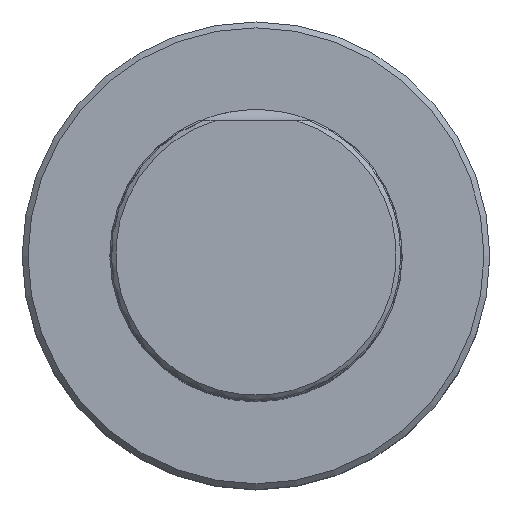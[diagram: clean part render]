
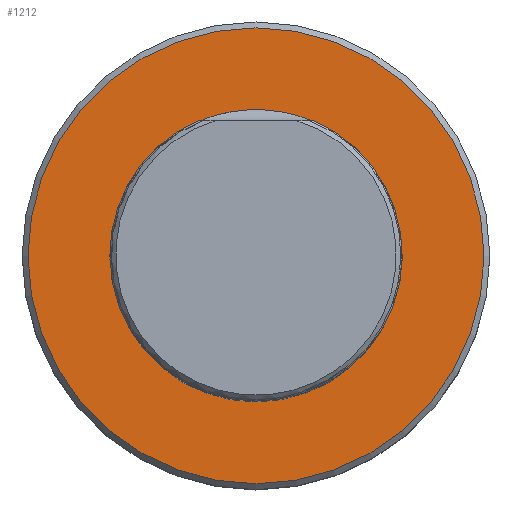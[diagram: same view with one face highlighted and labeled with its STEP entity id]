
A CAD part, top view. The second image highlights one B-rep face of the part: STEP entity #1212.
In plain terms, the highlighted face is planar.
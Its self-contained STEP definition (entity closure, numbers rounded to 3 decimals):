
#326=FACE_BOUND('',#2046,.T.);
#327=FACE_BOUND('',#2047,.T.);
#766=CIRCLE('',#7757,24.996);
#768=CIRCLE('',#7760,39.);
#946=PLANE('',#7764);
#1212=ADVANCED_FACE('TB_IB_SU_4',(#326,#327),#946,.T.);
#2046=EDGE_LOOP('',(#3986));
#2047=EDGE_LOOP('',(#3987));
#3986=ORIENTED_EDGE('',*,*,#6545,.T.);
#3987=ORIENTED_EDGE('',*,*,#6543,.T.);
#5772=VERTEX_POINT('',#14170);
#5774=VERTEX_POINT('',#14175);
#6543=EDGE_CURVE('',#5772,#5772,#766,.T.);
#6545=EDGE_CURVE('',#5774,#5774,#768,.T.);
#7757=AXIS2_PLACEMENT_3D('',#14169,#8846,#8847);
#7760=AXIS2_PLACEMENT_3D('',#14174,#8852,#8853);
#7764=AXIS2_PLACEMENT_3D('',#14180,#8860,#8861);
#8846=DIRECTION('',(0.,-1.,0.));
#8847=DIRECTION('',(1.,0.,0.));
#8852=DIRECTION('',(0.,1.,0.));
#8853=DIRECTION('',(0.,0.,1.));
#8860=DIRECTION('',(0.,1.,0.));
#8861=DIRECTION('',(0.,0.,1.));
#14169=CARTESIAN_POINT('',(0.,0.,0.));
#14170=CARTESIAN_POINT('',(24.996,0.,0.));
#14174=CARTESIAN_POINT('',(0.,0.,0.));
#14175=CARTESIAN_POINT('',(0.,0.,39.));
#14180=CARTESIAN_POINT('',(0.,0.,0.));
